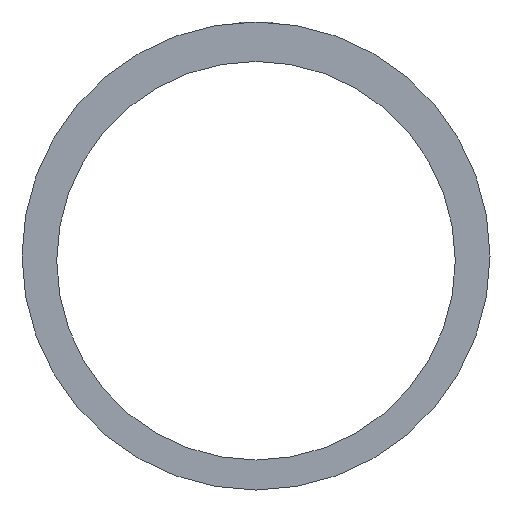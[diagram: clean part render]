
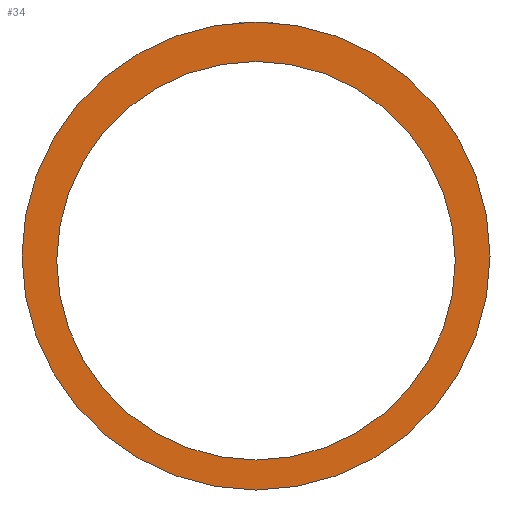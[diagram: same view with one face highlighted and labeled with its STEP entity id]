
A CAD part, left-side view. The second image highlights one B-rep face of the part: STEP entity #34.
In plain terms, the highlighted planar face has unit normal (-1, 0, 0).
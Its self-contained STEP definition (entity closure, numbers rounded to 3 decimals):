
#34 = ADVANCED_FACE( '', ( #68, #69 ), #70, .T. );
#68 = FACE_BOUND( '', #101, .T. );
#69 = FACE_OUTER_BOUND( '', #102, .T. );
#70 = PLANE( '', #103 );
#101 = EDGE_LOOP( '', ( #132 ) );
#102 = EDGE_LOOP( '', ( #133 ) );
#103 = AXIS2_PLACEMENT_3D( '', #134, #135, #136 );
#132 = ORIENTED_EDGE( '', *, *, #163, .F. );
#133 = ORIENTED_EDGE( '', *, *, #161, .T. );
#134 = CARTESIAN_POINT( '', ( 0., 0., 0. ) );
#135 = DIRECTION( '', ( -1., 0., 0. ) );
#136 = DIRECTION( '', ( 0., -1., 0. ) );
#161 = EDGE_CURVE( '', #177, #177, #178, .T. );
#163 = EDGE_CURVE( '', #180, #180, #181, .T. );
#177 = VERTEX_POINT( '', #254 );
#178 = CIRCLE( '', #255, 29.65 );
#180 = VERTEX_POINT( '', #257 );
#181 = CIRCLE( '', #258, 25.25 );
#254 = CARTESIAN_POINT( '', ( 0., 29.65, 0. ) );
#255 = AXIS2_PLACEMENT_3D( '', #323, #324, #325 );
#257 = CARTESIAN_POINT( '', ( 0., 25.25, -0.6 ) );
#258 = AXIS2_PLACEMENT_3D( '', #326, #327, #328 );
#323 = CARTESIAN_POINT( '', ( 0., 0., 0. ) );
#324 = DIRECTION( '', ( -1., 0., 0. ) );
#325 = DIRECTION( '', ( 0., 1., 0. ) );
#326 = CARTESIAN_POINT( '', ( 0., 0., -0.6 ) );
#327 = DIRECTION( '', ( -1., 0., 0. ) );
#328 = DIRECTION( '', ( 0., 1., 0. ) );
